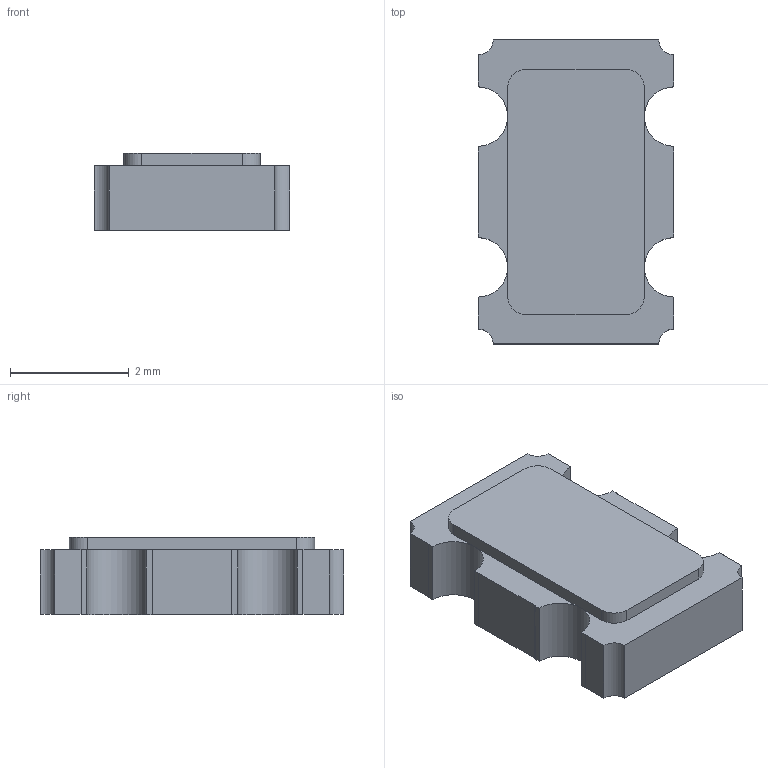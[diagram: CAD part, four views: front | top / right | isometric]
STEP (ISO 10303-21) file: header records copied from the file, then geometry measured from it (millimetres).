
FILE_DESCRIPTION(('FreeCAD Model'),'2;1');
FILE_NAME('ECS-5032MV.step','2019-11-14T16:44:27',('Author'),(''), 'Open CASCADE STEP processor 7.3','FreeCAD','Unknown');
FILE_SCHEMA(('AUTOMOTIVE_DESIGN { 1 0 10303 214 1 1 1 1 }'));
Length unit declared in the file: millimetre
Products named in the file (1): chiparray2sideflat_1573756246652
Bounding box: 3.3 x 5.12 x 1.3 mm (x, y, z)
Volume: 18.5 mm3; surface area: 53.3 mm2
Topology: 1 solids, 1 shells, 54 faces, 152 edges, 100 vertices
Faces by surface type: plane 42, cylinder 12
Entity records: 4100 total; most frequent: CARTESIAN_POINT 611, DIRECTION 594, LINE 400, VECTOR 400, ORIENTED_EDGE 304, PCURVE 304, DEFINITIONAL_REPRESENTATION 304, EDGE_CURVE 152
